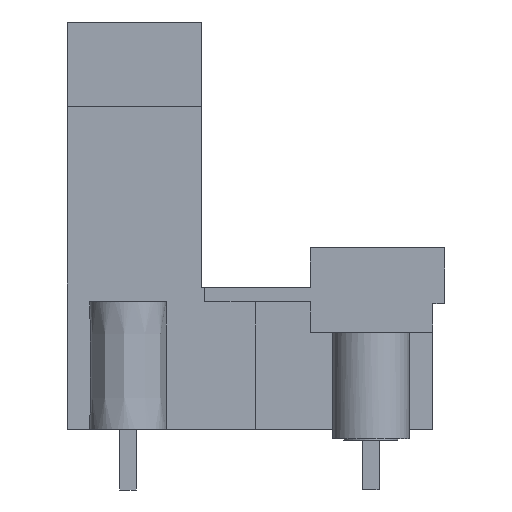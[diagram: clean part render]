
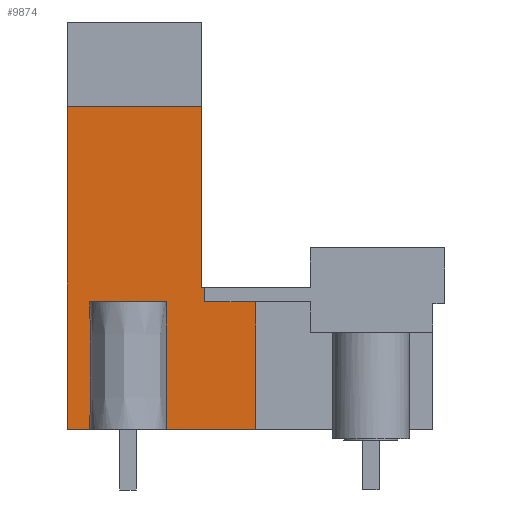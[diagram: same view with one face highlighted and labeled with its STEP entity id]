
A CAD part, left-side view. The second image highlights one B-rep face of the part: STEP entity #9874.
In plain terms, the highlighted planar face has unit normal (-1, 0, 0).
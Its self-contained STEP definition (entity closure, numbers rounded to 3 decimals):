
#9799=AXIS2_PLACEMENT_3D('Plane Axis2P3D',#9796,#9797,#9798) ;
#5449=CARTESIAN_POINT('Vertex',(3.84,23.67,3.8)) ;
#5452=CARTESIAN_POINT('Line Origine',(3.84,23.67,13.93)) ;
#5456=CARTESIAN_POINT('Vertex',(3.84,23.67,24.06)) ;
#5753=CARTESIAN_POINT('Vertex',(3.84,15.24,24.06)) ;
#5756=CARTESIAN_POINT('Line Origine',(3.84,15.24,18.38)) ;
#5760=CARTESIAN_POINT('Vertex',(3.84,15.24,12.7)) ;
#6609=CARTESIAN_POINT('Vertex',(3.84,21.887,3.8)) ;
#6612=CARTESIAN_POINT('Line Origine',(3.84,22.779,3.8)) ;
#6826=CARTESIAN_POINT('Vertex',(3.84,11.84,3.8)) ;
#6829=CARTESIAN_POINT('Line Origine',(3.84,13.165,3.8)) ;
#6833=CARTESIAN_POINT('Vertex',(3.84,14.49,3.8)) ;
#6836=CARTESIAN_POINT('Line Origine',(3.84,16.171,3.8)) ;
#6840=CARTESIAN_POINT('Vertex',(3.84,17.853,3.8)) ;
#9796=CARTESIAN_POINT('Axis2P3D Location',(3.84,23.67,3.2)) ;
#9801=CARTESIAN_POINT('Line Origine',(3.84,20.055,24.06)) ;
#9805=CARTESIAN_POINT('Vertex',(3.84,16.44,24.06)) ;
#9808=CARTESIAN_POINT('Line Origine',(3.84,21.887,7.8)) ;
#9812=CARTESIAN_POINT('Vertex',(3.84,21.887,11.8)) ;
#9815=CARTESIAN_POINT('Line Origine',(3.84,19.87,11.8)) ;
#9819=CARTESIAN_POINT('Vertex',(3.84,17.853,11.8)) ;
#9822=CARTESIAN_POINT('Line Origine',(3.84,17.853,7.8)) ;
#9827=CARTESIAN_POINT('Line Origine',(3.84,11.84,7.8)) ;
#9831=CARTESIAN_POINT('Vertex',(3.84,11.84,11.8)) ;
#9834=CARTESIAN_POINT('Line Origine',(3.84,13.44,11.8)) ;
#9838=CARTESIAN_POINT('Vertex',(3.84,15.04,11.8)) ;
#9841=CARTESIAN_POINT('Line Origine',(3.84,15.04,12.25)) ;
#9845=CARTESIAN_POINT('Vertex',(3.84,15.04,12.7)) ;
#9848=CARTESIAN_POINT('Line Origine',(3.84,15.14,12.7)) ;
#9853=CARTESIAN_POINT('Line Origine',(3.84,15.84,24.06)) ;
#5453=DIRECTION('Vector Direction',(0.,0.,1.)) ;
#5757=DIRECTION('Vector Direction',(0.,0.,1.)) ;
#6613=DIRECTION('Vector Direction',(0.,1.,0.)) ;
#6830=DIRECTION('Vector Direction',(0.,-1.,0.)) ;
#6837=DIRECTION('Vector Direction',(0.,1.,0.)) ;
#9797=DIRECTION('Axis2P3D Direction',(-1.,0.,0.)) ;
#9798=DIRECTION('Axis2P3D XDirection',(0.,-1.,0.)) ;
#9802=DIRECTION('Vector Direction',(0.,1.,0.)) ;
#9809=DIRECTION('Vector Direction',(0.,0.,1.)) ;
#9816=DIRECTION('Vector Direction',(0.,1.,0.)) ;
#9823=DIRECTION('Vector Direction',(0.,0.,1.)) ;
#9828=DIRECTION('Vector Direction',(0.,0.,1.)) ;
#9835=DIRECTION('Vector Direction',(0.,1.,0.)) ;
#9842=DIRECTION('Vector Direction',(0.,0.,-1.)) ;
#9849=DIRECTION('Vector Direction',(0.,-1.,0.)) ;
#9854=DIRECTION('Vector Direction',(0.,-1.,0.)) ;
#5454=VECTOR('Line Direction',#5453,1.) ;
#5758=VECTOR('Line Direction',#5757,1.) ;
#6614=VECTOR('Line Direction',#6613,1.) ;
#6831=VECTOR('Line Direction',#6830,1.) ;
#6838=VECTOR('Line Direction',#6837,1.) ;
#9803=VECTOR('Line Direction',#9802,1.) ;
#9810=VECTOR('Line Direction',#9809,1.) ;
#9817=VECTOR('Line Direction',#9816,1.) ;
#9824=VECTOR('Line Direction',#9823,1.) ;
#9829=VECTOR('Line Direction',#9828,1.) ;
#9836=VECTOR('Line Direction',#9835,1.) ;
#9843=VECTOR('Line Direction',#9842,1.) ;
#9850=VECTOR('Line Direction',#9849,1.) ;
#9855=VECTOR('Line Direction',#9854,1.) ;
#9859=ORIENTED_EDGE('',*,*,#9807,.T.) ;
#9860=ORIENTED_EDGE('',*,*,#5458,.T.) ;
#9861=ORIENTED_EDGE('',*,*,#6616,.F.) ;
#9862=ORIENTED_EDGE('',*,*,#9814,.T.) ;
#9863=ORIENTED_EDGE('',*,*,#9821,.F.) ;
#9864=ORIENTED_EDGE('',*,*,#9826,.F.) ;
#9865=ORIENTED_EDGE('',*,*,#6842,.F.) ;
#9866=ORIENTED_EDGE('',*,*,#6835,.T.) ;
#9867=ORIENTED_EDGE('',*,*,#9833,.T.) ;
#9868=ORIENTED_EDGE('',*,*,#9840,.T.) ;
#9869=ORIENTED_EDGE('',*,*,#9847,.F.) ;
#9870=ORIENTED_EDGE('',*,*,#9852,.F.) ;
#9871=ORIENTED_EDGE('',*,*,#5762,.T.) ;
#9872=ORIENTED_EDGE('',*,*,#9857,.T.) ;
#9874=ADVANCED_FACE('HOUSING',(#9873),#9800,.T.) ;
#5458=EDGE_CURVE('',#5457,#5450,#5455,.F.) ;
#5762=EDGE_CURVE('',#5761,#5754,#5759,.T.) ;
#6616=EDGE_CURVE('',#6610,#5450,#6615,.T.) ;
#6835=EDGE_CURVE('',#6834,#6827,#6832,.T.) ;
#6842=EDGE_CURVE('',#6834,#6841,#6839,.T.) ;
#9807=EDGE_CURVE('',#9806,#5457,#9804,.T.) ;
#9814=EDGE_CURVE('',#6610,#9813,#9811,.T.) ;
#9821=EDGE_CURVE('',#9820,#9813,#9818,.T.) ;
#9826=EDGE_CURVE('',#6841,#9820,#9825,.T.) ;
#9833=EDGE_CURVE('',#6827,#9832,#9830,.T.) ;
#9840=EDGE_CURVE('',#9832,#9839,#9837,.T.) ;
#9847=EDGE_CURVE('',#9846,#9839,#9844,.T.) ;
#9852=EDGE_CURVE('',#5761,#9846,#9851,.T.) ;
#9857=EDGE_CURVE('',#5754,#9806,#9856,.F.) ;
#9858=EDGE_LOOP('',(#9859,#9860,#9861,#9862,#9863,#9864,#9865,#9866,#9867,#9868,#9869,#9870,#9871,#9872)) ;
#9873=FACE_OUTER_BOUND('',#9858,.T.) ;
#5455=LINE('Line',#5452,#5454) ;
#5759=LINE('Line',#5756,#5758) ;
#6615=LINE('Line',#6612,#6614) ;
#6832=LINE('Line',#6829,#6831) ;
#6839=LINE('Line',#6836,#6838) ;
#9804=LINE('Line',#9801,#9803) ;
#9811=LINE('Line',#9808,#9810) ;
#9818=LINE('Line',#9815,#9817) ;
#9825=LINE('Line',#9822,#9824) ;
#9830=LINE('Line',#9827,#9829) ;
#9837=LINE('Line',#9834,#9836) ;
#9844=LINE('Line',#9841,#9843) ;
#9851=LINE('Line',#9848,#9850) ;
#9856=LINE('Line',#9853,#9855) ;
#9800=PLANE('',#9799) ;
#5450=VERTEX_POINT('',#5449) ;
#5457=VERTEX_POINT('',#5456) ;
#5754=VERTEX_POINT('',#5753) ;
#5761=VERTEX_POINT('',#5760) ;
#6610=VERTEX_POINT('',#6609) ;
#6827=VERTEX_POINT('',#6826) ;
#6834=VERTEX_POINT('',#6833) ;
#6841=VERTEX_POINT('',#6840) ;
#9806=VERTEX_POINT('',#9805) ;
#9813=VERTEX_POINT('',#9812) ;
#9820=VERTEX_POINT('',#9819) ;
#9832=VERTEX_POINT('',#9831) ;
#9839=VERTEX_POINT('',#9838) ;
#9846=VERTEX_POINT('',#9845) ;
